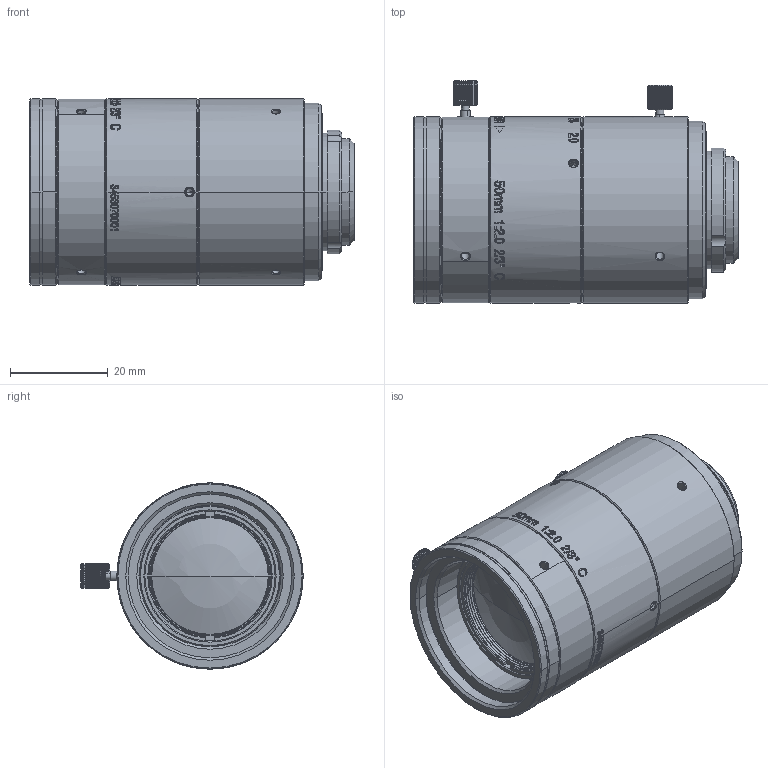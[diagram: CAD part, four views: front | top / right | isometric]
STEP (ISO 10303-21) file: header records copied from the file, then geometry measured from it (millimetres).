
FILE_DESCRIPTION((''),'2;1');
FILE_NAME('DZO_LA5020A__3D','2022-08-08T',('Administrator'),(''),'PRO/ENGINEER BY PARAMETRIC TECHNOLOGY CORPORATION, 2014320','PRO/ENGINEER BY PARAMETRIC TECHNOLOGY CORPORATION, 2014320','');
FILE_SCHEMA(('CONFIG_CONTROL_DESIGN'));
Length unit declared in the file: millimetre
Products named in the file (1): DZO_LA5020A__3D
Bounding box: 66.18 x 45.35 x 38 mm (x, y, z)
Volume: 46936.1 mm3; surface area: 35794.4 mm2
Topology: 2 solids, 22 shells, 1937 faces, 5069 edges, 3278 vertices
Faces by surface type: bspline 680, plane 639, cylinder 388, cone 186, torus 20, extrusion 16, sphere 8
Entity records: 95043 total; most frequent: CARTESIAN_POINT 51644, ORIENTED_EDGE 10094, DIRECTION 7089, EDGE_CURVE 5049, VERTEX_POINT 3278, AXIS2_PLACEMENT_3D 2479, VECTOR 2131, EDGE_LOOP 2124
